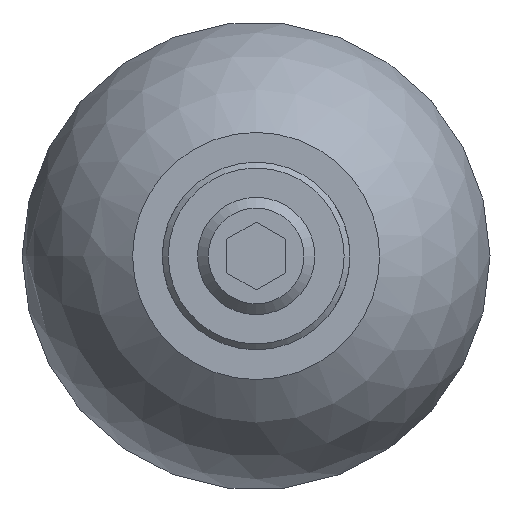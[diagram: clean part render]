
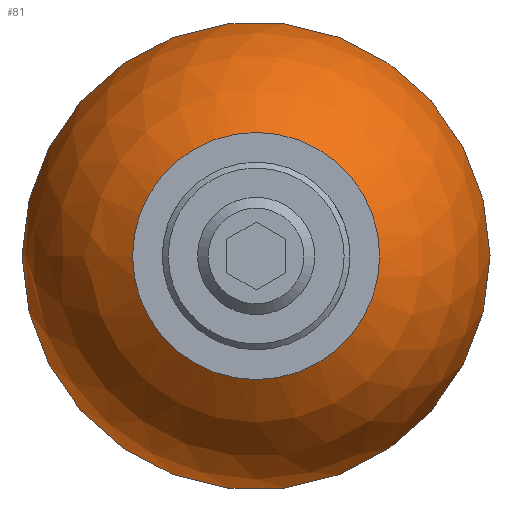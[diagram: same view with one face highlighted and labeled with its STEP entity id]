
A CAD part, left-side view. The second image highlights one B-rep face of the part: STEP entity #81.
In plain terms, the highlighted spherical face has radius 20 mm.
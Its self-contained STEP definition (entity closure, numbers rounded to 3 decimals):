
#81 = ADVANCED_FACE( '', ( #167, #168 ), #169, .T. );
#167 = FACE_BOUND( '', #247, .T. );
#168 = FACE_OUTER_BOUND( '', #248, .T. );
#169 = SPHERICAL_SURFACE( '', #249, 20. );
#247 = VERTEX_LOOP( '', #395 );
#248 = EDGE_LOOP( '', ( #396 ) );
#249 = AXIS2_PLACEMENT_3D( '', #397, #398, #399 );
#395 = VERTEX_POINT( '', #472 );
#396 = ORIENTED_EDGE( '', *, *, #443, .T. );
#397 = CARTESIAN_POINT( '', ( 41., 0., 0. ) );
#398 = DIRECTION( '', ( 1., 0., 0. ) );
#399 = DIRECTION( '', ( 0., 1., 0. ) );
#443 = EDGE_CURVE( '', #520, #520, #521, .T. );
#472 = CARTESIAN_POINT( '', ( 61., 0., 0. ) );
#520 = VERTEX_POINT( '', #618 );
#521 = CIRCLE( '', #619, 10.536 );
#618 = CARTESIAN_POINT( '', ( 24., 0., -10.536 ) );
#619 = AXIS2_PLACEMENT_3D( '', #702, #703, #704 );
#702 = CARTESIAN_POINT( '', ( 24., 0., 0. ) );
#703 = DIRECTION( '', ( 1., 0., 0. ) );
#704 = DIRECTION( '', ( 0., 0., -1. ) );
